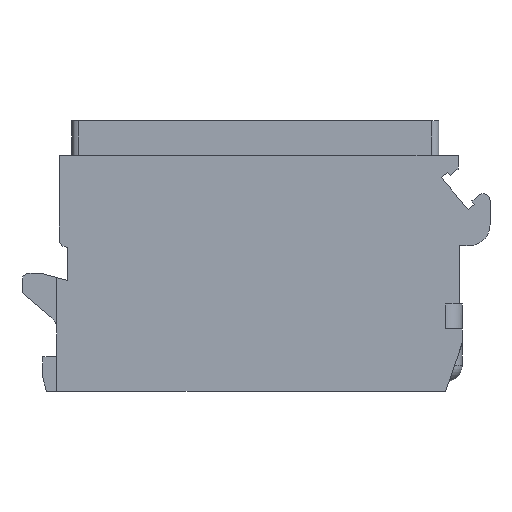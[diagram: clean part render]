
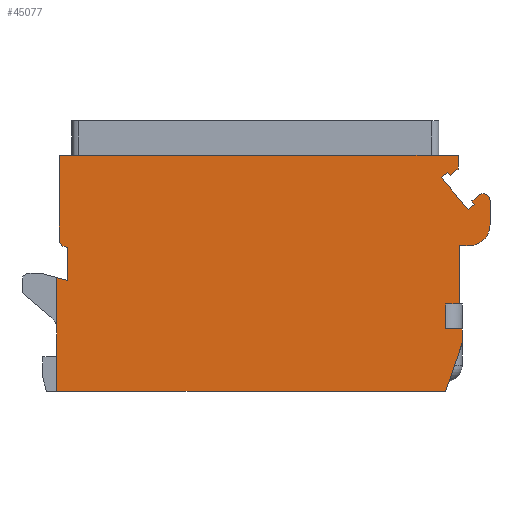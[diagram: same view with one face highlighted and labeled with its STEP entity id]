
A CAD part, front view. The second image highlights one B-rep face of the part: STEP entity #45077.
In plain terms, the highlighted planar face has unit normal (0, -1, 0).
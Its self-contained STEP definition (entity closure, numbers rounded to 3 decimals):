
#111=DIRECTION('',(0.,0.,-1.));
#112=VECTOR('',#111,8.205);
#113=CARTESIAN_POINT('',(-14.3,-7.,8.205));
#114=LINE('',#113,#112);
#295=CARTESIAN_POINT('',(16.4,-7.,13.74));
#296=DIRECTION('',(0.,-1.,0.));
#297=DIRECTION('',(1.,0.,0.));
#298=AXIS2_PLACEMENT_3D('',#295,#296,#297);
#420=DIRECTION('',(-0.966,0.,0.259));
#421=VECTOR('',#420,0.828);
#422=CARTESIAN_POINT('',(-13.5,-7.,7.991));
#423=LINE('',#422,#421);
#424=DIRECTION('',(0.,0.,-1.));
#425=VECTOR('',#424,2.409);
#426=CARTESIAN_POINT('',(-13.5,-7.,10.4));
#427=LINE('',#426,#425);
#428=DIRECTION('',(1.,0.,0.));
#429=VECTOR('',#428,0.1);
#430=CARTESIAN_POINT('',(-13.6,-7.,10.4));
#431=LINE('',#430,#429);
#432=CARTESIAN_POINT('',(-13.6,-7.,10.9));
#433=DIRECTION('',(0.,-1.,0.));
#434=DIRECTION('',(-1.,0.,0.));
#435=AXIS2_PLACEMENT_3D('',#432,#433,#434);
#437=DIRECTION('',(0.,0.,-1.));
#438=VECTOR('',#437,6.1);
#439=CARTESIAN_POINT('',(-14.1,-7.,17.));
#440=LINE('',#439,#438);
#441=DIRECTION('',(-1.,0.,0.));
#442=VECTOR('',#441,28.7);
#443=CARTESIAN_POINT('',(14.6,-7.,17.));
#444=LINE('',#443,#442);
#445=DIRECTION('',(0.,0.,-1.));
#446=VECTOR('',#445,0.985);
#447=CARTESIAN_POINT('',(14.6,-7.,17.));
#448=LINE('',#447,#446);
#449=DIRECTION('',(-0.766,0.,-0.643));
#450=VECTOR('',#449,0.715);
#451=CARTESIAN_POINT('',(14.6,-7.,16.015));
#452=LINE('',#451,#450);
#453=DIRECTION('',(-0.643,0.,0.766));
#454=VECTOR('',#453,0.3);
#455=CARTESIAN_POINT('',(14.052,-7.,15.556));
#456=LINE('',#455,#454);
#457=DIRECTION('',(-0.766,0.,-0.643));
#458=VECTOR('',#457,0.6);
#459=CARTESIAN_POINT('',(13.86,-7.,15.786));
#460=LINE('',#459,#458);
#461=DIRECTION('',(0.643,0.,-0.766));
#462=VECTOR('',#461,3.);
#463=CARTESIAN_POINT('',(13.4,-7.,15.4));
#464=LINE('',#463,#462);
#465=DIRECTION('',(0.766,0.,0.643));
#466=VECTOR('',#465,0.6);
#467=CARTESIAN_POINT('',(15.328,-7.,13.102));
#468=LINE('',#467,#466);
#469=DIRECTION('',(-0.643,0.,0.766));
#470=VECTOR('',#469,0.3);
#471=CARTESIAN_POINT('',(15.788,-7.,13.488));
#472=LINE('',#471,#470);
#473=DIRECTION('',(0.766,0.,0.643));
#474=VECTOR('',#473,0.631);
#475=CARTESIAN_POINT('',(15.595,-7.,13.717));
#476=LINE('',#475,#474);
#477=DIRECTION('',(0.,0.,1.));
#478=VECTOR('',#477,1.74);
#479=CARTESIAN_POINT('',(16.9,-7.,12.));
#480=LINE('',#479,#478);
#481=CARTESIAN_POINT('',(15.4,-7.,12.));
#482=DIRECTION('',(0.,-1.,0.));
#483=DIRECTION('',(0.,0.,-1.));
#484=AXIS2_PLACEMENT_3D('',#481,#482,#483);
#486=DIRECTION('',(1.,0.,0.));
#487=VECTOR('',#486,0.7);
#488=CARTESIAN_POINT('',(14.7,-7.,10.5));
#489=LINE('',#488,#487);
#490=DIRECTION('',(0.,0.,1.));
#491=VECTOR('',#490,4.2);
#492=CARTESIAN_POINT('',(14.7,-7.,6.3));
#493=LINE('',#492,#491);
#494=DIRECTION('',(1.,0.,0.));
#495=VECTOR('',#494,1.);
#496=CARTESIAN_POINT('',(13.7,-7.,6.3));
#497=LINE('',#496,#495);
#498=DIRECTION('',(0.,0.,1.));
#499=VECTOR('',#498,1.8);
#500=CARTESIAN_POINT('',(13.7,-7.,4.5));
#501=LINE('',#500,#499);
#502=DIRECTION('',(-1.,0.,0.));
#503=VECTOR('',#502,1.2);
#504=CARTESIAN_POINT('',(14.9,-7.,4.5));
#505=LINE('',#504,#503);
#506=DIRECTION('',(0.,0.,1.));
#507=VECTOR('',#506,1.);
#508=CARTESIAN_POINT('',(14.9,-7.,3.5));
#509=LINE('',#508,#507);
#510=DIRECTION('',(0.324,0.,0.946));
#511=VECTOR('',#510,3.7);
#512=CARTESIAN_POINT('',(13.7,-7.,0.));
#513=LINE('',#512,#511);
#514=DIRECTION('',(1.,0.,0.));
#515=VECTOR('',#514,28.);
#516=CARTESIAN_POINT('',(-14.3,-7.,0.));
#517=LINE('',#516,#515);
#34898=CARTESIAN_POINT('',(13.7,-7.,0.));
#34899=CARTESIAN_POINT('',(14.9,-7.,3.5));
#34900=VERTEX_POINT('',#34898);
#34901=VERTEX_POINT('',#34899);
#34902=CARTESIAN_POINT('',(14.9,-7.,4.5));
#34903=VERTEX_POINT('',#34902);
#34904=CARTESIAN_POINT('',(13.7,-7.,4.5));
#34905=VERTEX_POINT('',#34904);
#34906=CARTESIAN_POINT('',(13.7,-7.,6.3));
#34907=VERTEX_POINT('',#34906);
#34908=CARTESIAN_POINT('',(14.7,-7.,6.3));
#34909=VERTEX_POINT('',#34908);
#34910=CARTESIAN_POINT('',(14.7,-7.,10.5));
#34911=VERTEX_POINT('',#34910);
#34912=CARTESIAN_POINT('',(15.4,-7.,10.5));
#34913=VERTEX_POINT('',#34912);
#34916=CARTESIAN_POINT('',(16.9,-7.,12.));
#34917=VERTEX_POINT('',#34916);
#34928=CARTESIAN_POINT('',(-14.1,-7.,17.));
#34929=CARTESIAN_POINT('',(-14.1,-7.,10.9));
#34930=VERTEX_POINT('',#34928);
#34931=VERTEX_POINT('',#34929);
#34932=CARTESIAN_POINT('',(-13.6,-7.,10.4));
#34933=VERTEX_POINT('',#34932);
#34934=CARTESIAN_POINT('',(-13.5,-7.,10.4));
#34935=VERTEX_POINT('',#34934);
#34936=CARTESIAN_POINT('',(-13.5,-7.,7.991));
#34937=VERTEX_POINT('',#34936);
#34954=CARTESIAN_POINT('',(14.6,-7.,17.));
#34955=CARTESIAN_POINT('',(14.6,-7.,16.015));
#34956=VERTEX_POINT('',#34954);
#34957=VERTEX_POINT('',#34955);
#34958=CARTESIAN_POINT('',(14.052,-7.,15.556));
#34959=VERTEX_POINT('',#34958);
#34960=CARTESIAN_POINT('',(13.86,-7.,15.786));
#34961=VERTEX_POINT('',#34960);
#34962=CARTESIAN_POINT('',(13.4,-7.,15.4));
#34963=VERTEX_POINT('',#34962);
#34964=CARTESIAN_POINT('',(15.328,-7.,13.102));
#34965=VERTEX_POINT('',#34964);
#34966=CARTESIAN_POINT('',(15.788,-7.,13.488));
#34967=VERTEX_POINT('',#34966);
#34968=CARTESIAN_POINT('',(15.595,-7.,13.717));
#34969=VERTEX_POINT('',#34968);
#34971=CARTESIAN_POINT('',(16.9,-7.,13.74));
#34973=VERTEX_POINT('',#34971);
#34974=CARTESIAN_POINT('',(16.079,-7.,14.123));
#34975=VERTEX_POINT('',#34974);
#34978=CARTESIAN_POINT('',(-14.3,-7.,0.));
#34980=VERTEX_POINT('',#34978);
#34990=CARTESIAN_POINT('',(-14.3,-7.,8.205));
#34992=VERTEX_POINT('',#34990);
#45042=CARTESIAN_POINT('',(0.,-7.,0.));
#45043=DIRECTION('',(0.,-1.,0.));
#45044=DIRECTION('',(1.,0.,0.));
#45045=AXIS2_PLACEMENT_3D('',#45042,#45043,#45044);
#45046=PLANE('',#45045);
#45047=ORIENTED_EDGE('',*,*,#44517,.F.);
#45048=ORIENTED_EDGE('',*,*,#44548,.F.);
#45049=ORIENTED_EDGE('',*,*,#44665,.F.);
#45050=ORIENTED_EDGE('',*,*,#44679,.F.);
#45051=ORIENTED_EDGE('',*,*,#44693,.F.);
#45052=ORIENTED_EDGE('',*,*,#44707,.F.);
#45053=ORIENTED_EDGE('',*,*,#44720,.F.);
#45054=ORIENTED_EDGE('',*,*,#44753,.T.);
#45055=ORIENTED_EDGE('',*,*,#44767,.T.);
#45056=ORIENTED_EDGE('',*,*,#44781,.T.);
#45057=ORIENTED_EDGE('',*,*,#44795,.T.);
#45058=ORIENTED_EDGE('',*,*,#44809,.T.);
#45059=ORIENTED_EDGE('',*,*,#44823,.T.);
#45060=ORIENTED_EDGE('',*,*,#44837,.T.);
#45061=ORIENTED_EDGE('',*,*,#44850,.T.);
#45062=ORIENTED_EDGE('',*,*,#44864,.F.);
#45063=ORIENTED_EDGE('',*,*,#44880,.F.);
#45064=ORIENTED_EDGE('',*,*,#44893,.F.);
#45065=ORIENTED_EDGE('',*,*,#44907,.F.);
#45066=ORIENTED_EDGE('',*,*,#44924,.F.);
#45068=ORIENTED_EDGE('',*,*,#45067,.F.);
#45070=ORIENTED_EDGE('',*,*,#45069,.F.);
#45071=ORIENTED_EDGE('',*,*,#44974,.F.);
#45072=ORIENTED_EDGE('',*,*,#44990,.F.);
#45073=ORIENTED_EDGE('',*,*,#45009,.F.);
#45074=ORIENTED_EDGE('',*,*,#45028,.F.);
#45075=EDGE_LOOP('',(#45047,#45048,#45049,#45050,#45051,#45052,#45053,#45054,
#45055,#45056,#45057,#45058,#45059,#45060,#45061,#45062,#45063,#45064,#45065,
#45066,#45068,#45070,#45071,#45072,#45073,#45074));
#45076=FACE_OUTER_BOUND('',#45075,.F.);
#45077=ADVANCED_FACE('',(#45076),#45046,.T.);
#299=CIRCLE('',#298,0.5);
#436=CIRCLE('',#435,0.5);
#485=CIRCLE('',#484,1.5);
#44517=EDGE_CURVE('',#34992,#34980,#114,.T.);
#44548=EDGE_CURVE('',#34937,#34992,#423,.T.);
#44665=EDGE_CURVE('',#34935,#34937,#427,.T.);
#44679=EDGE_CURVE('',#34933,#34935,#431,.T.);
#44693=EDGE_CURVE('',#34931,#34933,#436,.T.);
#44707=EDGE_CURVE('',#34930,#34931,#440,.T.);
#44720=EDGE_CURVE('',#34956,#34930,#444,.T.);
#44753=EDGE_CURVE('',#34956,#34957,#448,.T.);
#44767=EDGE_CURVE('',#34957,#34959,#452,.T.);
#44781=EDGE_CURVE('',#34959,#34961,#456,.T.);
#44795=EDGE_CURVE('',#34961,#34963,#460,.T.);
#44809=EDGE_CURVE('',#34963,#34965,#464,.T.);
#44823=EDGE_CURVE('',#34965,#34967,#468,.T.);
#44837=EDGE_CURVE('',#34967,#34969,#472,.T.);
#44850=EDGE_CURVE('',#34969,#34975,#476,.T.);
#44864=EDGE_CURVE('',#34973,#34975,#299,.T.);
#44880=EDGE_CURVE('',#34917,#34973,#480,.T.);
#44893=EDGE_CURVE('',#34913,#34917,#485,.T.);
#44907=EDGE_CURVE('',#34911,#34913,#489,.T.);
#44924=EDGE_CURVE('',#34909,#34911,#493,.T.);
#44974=EDGE_CURVE('',#34903,#34905,#505,.T.);
#44990=EDGE_CURVE('',#34901,#34903,#509,.T.);
#45009=EDGE_CURVE('',#34900,#34901,#513,.T.);
#45028=EDGE_CURVE('',#34980,#34900,#517,.T.);
#45067=EDGE_CURVE('',#34907,#34909,#497,.T.);
#45069=EDGE_CURVE('',#34905,#34907,#501,.T.);
